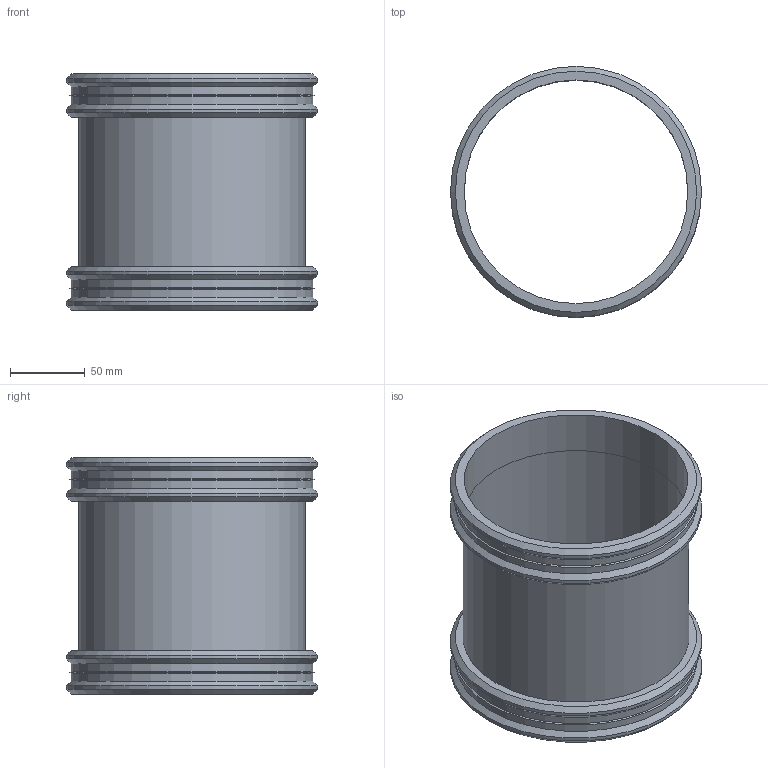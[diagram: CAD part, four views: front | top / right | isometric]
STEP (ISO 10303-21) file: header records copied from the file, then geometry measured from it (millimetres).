
FILE_DESCRIPTION(/* description */ (''),/* implementation_level */ '2;1');
FILE_NAME(/* name */ '20061 BFM Connector Seeflex 040E 150mm x 100mm L v2.step',/* time_stamp */ '2020-09-24T07:44:03+12:00',/* author */ (''),/* organization */ (''),/* preprocessor_version */ 'ST-DEVELOPER v18.1',/* originating_system */ 'Autodesk Translation Framework v9.3.0.1241',/* authorisation */ '');
FILE_SCHEMA (('AUTOMOTIVE_DESIGN { 1 0 10303 214 3 1 1 }'));
Length unit declared in the file: millimetre
Products named in the file (1): 20061 BFM Connector Seeflex 040E 150mm x 100mm L
Bounding box: 168.4 x 168.4 x 158.8 mm (x, y, z)
Volume: 294372.5 mm3; surface area: 266112.7 mm2
Topology: 2 solids, 2 shells, 30 faces, 55 edges, 30 vertices
Faces by surface type: cone 13, cylinder 12, plane 5
Full cylindrical faces by diameter (mm): 150 x2, 151.8 x2, 161.8 x4, 168.4 x4
Entity records: 769 total; most frequent: DIRECTION 147, CARTESIAN_POINT 116, ORIENTED_EDGE 110, AXIS2_PLACEMENT_3D 61, EDGE_CURVE 55, EDGE_LOOP 35, FACE_OUTER_BOUND 30, CIRCLE 30
